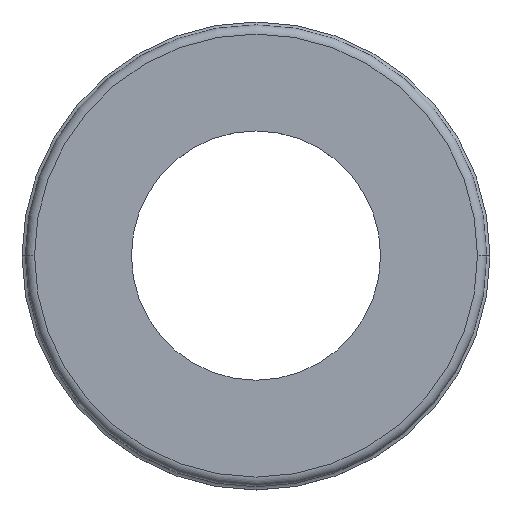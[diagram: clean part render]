
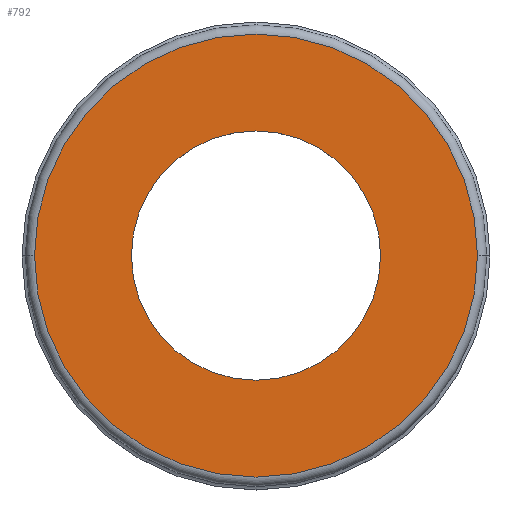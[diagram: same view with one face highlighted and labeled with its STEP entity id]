
A CAD part, top view. The second image highlights one B-rep face of the part: STEP entity #792.
In plain terms, the highlighted planar face has unit normal (0, 0, 1).
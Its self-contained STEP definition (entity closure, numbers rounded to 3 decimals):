
#4 = FACE_BOUND ( 'NONE', #235, .T. ) ;
#6 = DIRECTION ( 'NONE',  ( -1., 0., 0. ) ) ;
#14 = CARTESIAN_POINT ( 'NONE',  ( 24., 0., 27. ) ) ;
#34 = ORIENTED_EDGE ( 'NONE', *, *, #552, .F. ) ;
#58 = CARTESIAN_POINT ( 'NONE',  ( 0., 0., 27. ) ) ;
#65 = PLANE ( 'NONE',  #274 ) ;
#68 = DIRECTION ( 'NONE',  ( 0., 0., 1. ) ) ;
#95 = CARTESIAN_POINT ( 'NONE',  ( 0., 0., 27. ) ) ;
#117 = CARTESIAN_POINT ( 'NONE',  ( 13.5, 0., 27. ) ) ;
#137 = DIRECTION ( 'NONE',  ( 1., 0., 0. ) ) ;
#176 = EDGE_CURVE ( 'NONE', #537, #277, #591, .T. ) ;
#217 = EDGE_CURVE ( 'NONE', #234, #700, #292, .T. ) ;
#234 = VERTEX_POINT ( 'NONE', #14 ) ;
#235 = EDGE_LOOP ( 'NONE', ( #256, #815 ) ) ;
#256 = ORIENTED_EDGE ( 'NONE', *, *, #176, .T. ) ;
#260 = AXIS2_PLACEMENT_3D ( 'NONE', #457, #703, #6 ) ;
#274 = AXIS2_PLACEMENT_3D ( 'NONE', #58, #68, #137 ) ;
#277 = VERTEX_POINT ( 'NONE', #117 ) ;
#292 = CIRCLE ( 'NONE', #519, 24. ) ;
#297 = DIRECTION ( 'NONE',  ( -1., 0., 0. ) ) ;
#321 = CIRCLE ( 'NONE', #548, 24. ) ;
#329 = CARTESIAN_POINT ( 'NONE',  ( 0., 0., 27. ) ) ;
#371 = ORIENTED_EDGE ( 'NONE', *, *, #217, .F. ) ;
#405 = DIRECTION ( 'NONE',  ( 0., 0., -1. ) ) ;
#413 = CIRCLE ( 'NONE', #583, 13.5 ) ;
#426 = EDGE_LOOP ( 'NONE', ( #34, #371 ) ) ;
#457 = CARTESIAN_POINT ( 'NONE',  ( 0., 0., 27. ) ) ;
#491 = CARTESIAN_POINT ( 'NONE',  ( -24., 0., 27. ) ) ;
#494 = FACE_OUTER_BOUND ( 'NONE', #426, .T. ) ;
#519 = AXIS2_PLACEMENT_3D ( 'NONE', #95, #727, #801 ) ;
#537 = VERTEX_POINT ( 'NONE', #596 ) ;
#548 = AXIS2_PLACEMENT_3D ( 'NONE', #699, #405, #297 ) ;
#552 = EDGE_CURVE ( 'NONE', #700, #234, #321, .T. ) ;
#570 = DIRECTION ( 'NONE',  ( -1., 0., 0. ) ) ;
#583 = AXIS2_PLACEMENT_3D ( 'NONE', #329, #685, #570 ) ;
#591 = CIRCLE ( 'NONE', #260, 13.5 ) ;
#596 = CARTESIAN_POINT ( 'NONE',  ( -13.5, 0., 27. ) ) ;
#685 = DIRECTION ( 'NONE',  ( 0., 0., -1. ) ) ;
#699 = CARTESIAN_POINT ( 'NONE',  ( 0., 0., 27. ) ) ;
#700 = VERTEX_POINT ( 'NONE', #491 ) ;
#703 = DIRECTION ( 'NONE',  ( 0., 0., -1. ) ) ;
#727 = DIRECTION ( 'NONE',  ( 0., 0., -1. ) ) ;
#750 = EDGE_CURVE ( 'NONE', #277, #537, #413, .T. ) ;
#792 = ADVANCED_FACE ( 'NONE', ( #4, #494 ), #65, .T. ) ;
#801 = DIRECTION ( 'NONE',  ( -1., 0., 0. ) ) ;
#815 = ORIENTED_EDGE ( 'NONE', *, *, #750, .T. ) ;
